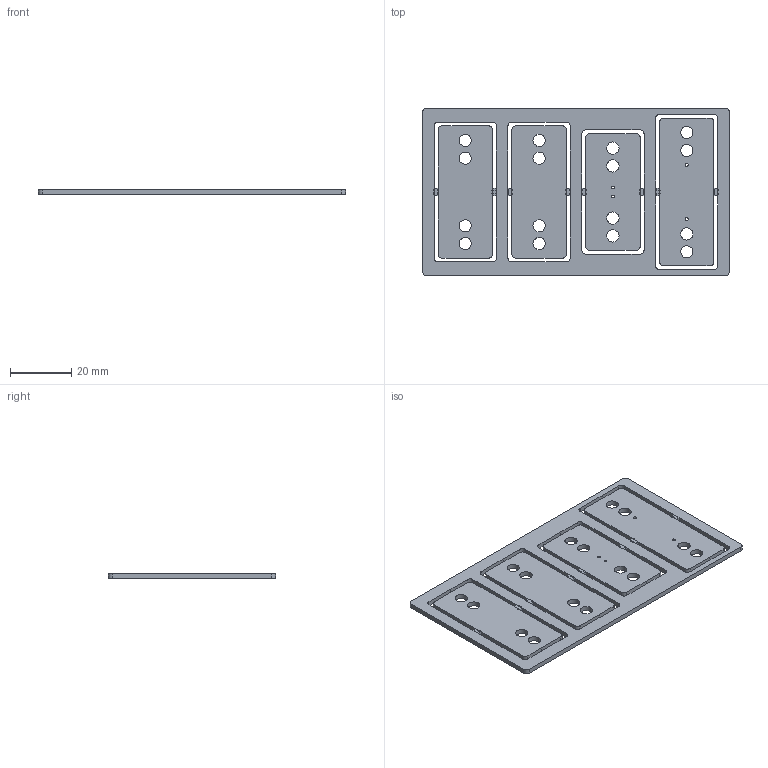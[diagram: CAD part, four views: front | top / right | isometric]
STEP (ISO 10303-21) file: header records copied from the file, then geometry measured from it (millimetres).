
FILE_DESCRIPTION(('KiCad electronic assembly'),'2;1');
FILE_NAME('kicadBoard.step','2022-11-07T08:25:38',('Pcbnew'),('Kicad'), 'Open CASCADE STEP processor 7.6','KiCad to STEP converter','Unknown' );
FILE_SCHEMA(('AUTOMOTIVE_DESIGN { 1 0 10303 214 1 1 1 1 }'));
Length unit declared in the file: millimetre
Products named in the file (2): kicadBoard 1; kicadBoard PCB
Assembly tree (1 placements, depth 2):
  kicadBoard 1
    kicadBoard PCB
Bounding box: 100.33 x 54.61 x 1.6 mm (x, y, z)
Volume: 7441.2 mm3; surface area: 11760.7 mm2
Topology: 1 solids, 1 shells, 174 faces, 516 edges, 344 vertices
Faces by surface type: cylinder 88, plane 86
Full cylindrical faces by diameter (mm): 0.381 x32, 0.85 x2, 1.016 x2, 4 x16
Entity records: 13399 total; most frequent: CARTESIAN_POINT 3124, DIRECTION 1900, LINE 1196, VECTOR 1196, ORIENTED_EDGE 1032, PCURVE 1032, DEFINITIONAL_REPRESENTATION 1032, EDGE_CURVE 516
